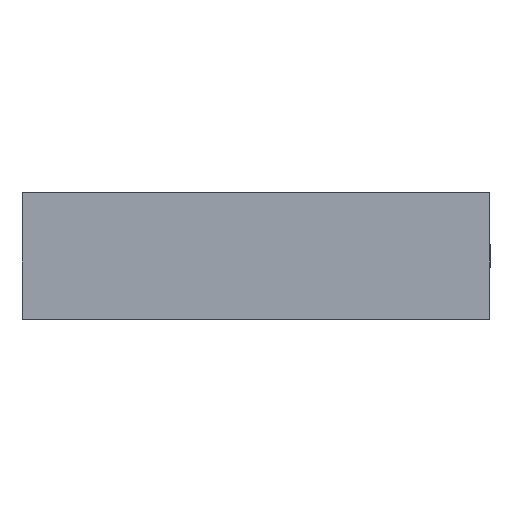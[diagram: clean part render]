
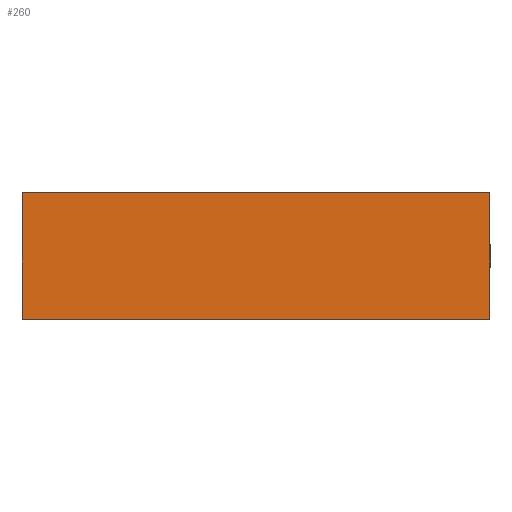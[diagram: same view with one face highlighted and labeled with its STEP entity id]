
A CAD part, top view. The second image highlights one B-rep face of the part: STEP entity #260.
In plain terms, the highlighted planar face has unit normal (0, 0, 1).
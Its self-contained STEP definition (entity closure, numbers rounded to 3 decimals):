
#36 = LINE ( 'NONE', #676, #777 ) ;
#72 = EDGE_LOOP ( 'NONE', ( #469, #218, #561, #167 ) ) ;
#105 = VERTEX_POINT ( 'NONE', #955 ) ;
#167 = ORIENTED_EDGE ( 'NONE', *, *, #526, .F. ) ;
#186 = AXIS2_PLACEMENT_3D ( 'NONE', #757, #882, #455 ) ;
#218 = ORIENTED_EDGE ( 'NONE', *, *, #279, .T. ) ;
#260 = ADVANCED_FACE ( 'NONE', ( #985 ), #861, .F. ) ;
#279 = EDGE_CURVE ( 'NONE', #105, #693, #552, .T. ) ;
#313 = CARTESIAN_POINT ( 'NONE',  ( 150.8, 50.3, 0. ) ) ;
#350 = VERTEX_POINT ( 'NONE', #313 ) ;
#390 = CARTESIAN_POINT ( 'NONE',  ( -150., 50.3, 0. ) ) ;
#392 = LINE ( 'NONE', #755, #893 ) ;
#455 = DIRECTION ( 'NONE',  ( -1., 0., 0. ) ) ;
#469 = ORIENTED_EDGE ( 'NONE', *, *, #621, .T. ) ;
#526 = EDGE_CURVE ( 'NONE', #1046, #350, #801, .T. ) ;
#540 = CARTESIAN_POINT ( 'NONE',  ( -150.8, 50.3, 0. ) ) ;
#552 = LINE ( 'NONE', #903, #599 ) ;
#561 = ORIENTED_EDGE ( 'NONE', *, *, #574, .F. ) ;
#574 = EDGE_CURVE ( 'NONE', #350, #693, #36, .T. ) ;
#599 = VECTOR ( 'NONE', #620, 1000. ) ;
#620 = DIRECTION ( 'NONE',  ( 1., 0., 0. ) ) ;
#621 = EDGE_CURVE ( 'NONE', #1046, #105, #392, .T. ) ;
#676 = CARTESIAN_POINT ( 'NONE',  ( 150.8, 51.431, 0. ) ) ;
#680 = DIRECTION ( 'NONE',  ( 0., -1., 0. ) ) ;
#683 = DIRECTION ( 'NONE',  ( 0., -1., 0. ) ) ;
#693 = VERTEX_POINT ( 'NONE', #793 ) ;
#755 = CARTESIAN_POINT ( 'NONE',  ( -150.8, 51.431, 0. ) ) ;
#757 = CARTESIAN_POINT ( 'NONE',  ( -150., 31.5, 0. ) ) ;
#777 = VECTOR ( 'NONE', #680, 1000. ) ;
#793 = CARTESIAN_POINT ( 'NONE',  ( 150.8, -31.5, 0. ) ) ;
#801 = LINE ( 'NONE', #390, #990 ) ;
#861 = PLANE ( 'NONE',  #186 ) ;
#882 = DIRECTION ( 'NONE',  ( 0., 0., -1. ) ) ;
#892 = DIRECTION ( 'NONE',  ( 1., 0., 0. ) ) ;
#893 = VECTOR ( 'NONE', #683, 1000. ) ;
#903 = CARTESIAN_POINT ( 'NONE',  ( -150., -31.5, 0. ) ) ;
#955 = CARTESIAN_POINT ( 'NONE',  ( -150.8, -31.5, 0. ) ) ;
#985 = FACE_OUTER_BOUND ( 'NONE', #72, .T. ) ;
#990 = VECTOR ( 'NONE', #892, 1000. ) ;
#1046 = VERTEX_POINT ( 'NONE', #540 ) ;
